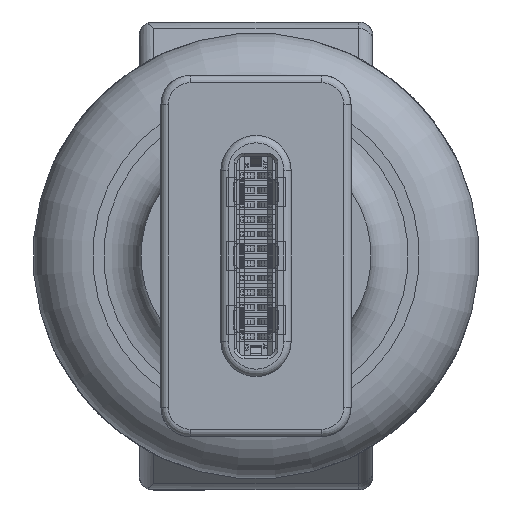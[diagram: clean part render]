
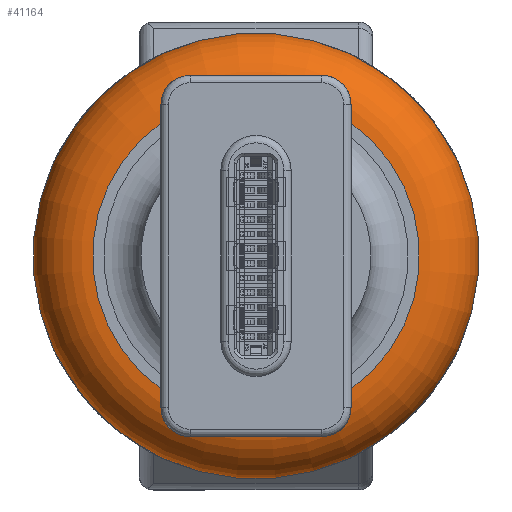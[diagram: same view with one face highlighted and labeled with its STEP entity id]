
A CAD part, left-side view. The second image highlights one B-rep face of the part: STEP entity #41164.
In plain terms, the highlighted toroidal (fillet/blend) face has major radius 5.588 mm and minor radius 2.032 mm.
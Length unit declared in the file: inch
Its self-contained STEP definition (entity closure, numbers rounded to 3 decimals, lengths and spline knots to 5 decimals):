
#11613 = FACE_OUTER_BOUND ( 'NONE', #51040, .T. ) ;
#12240 = EDGE_LOOP ( 'NONE', ( #52789 ) ) ;
#24747 = CARTESIAN_POINT ( 'NONE',  ( 0., 0.491, 0. ) ) ;
#24756 = CARTESIAN_POINT ( 'NONE',  ( 0., 0.571, 0. ) ) ;
#26435 = DIRECTION ( 'NONE',  ( 0., 0., 1. ) ) ;
#32194 = TOROIDAL_SURFACE ( 'NONE', #71594, 0.22, 0.08 ) ;
#32498 = DIRECTION ( 'NONE',  ( 0., 0., 1. ) ) ;
#32508 = DIRECTION ( 'NONE',  ( 0., 0., 1. ) ) ;
#41164 = ADVANCED_FACE ( 'NONE', ( #11613, #73775 ), #32194, .T. ) ;
#49643 = DIRECTION ( 'NONE',  ( 0., 1., 0. ) ) ;
#51040 = EDGE_LOOP ( 'NONE', ( #70846 ) ) ;
#52024 = CIRCLE ( 'NONE', #97535, 0.22 ) ;
#52789 = ORIENTED_EDGE ( 'NONE', *, *, #90543, .F. ) ;
#60201 = AXIS2_PLACEMENT_3D ( 'NONE', #24747, #79293, #32498 ) ;
#62230 = CIRCLE ( 'NONE', #60201, 0.3 ) ;
#65439 = VERTEX_POINT ( 'NONE', #88155 ) ;
#70846 = ORIENTED_EDGE ( 'NONE', *, *, #74150, .F. ) ;
#71594 = AXIS2_PLACEMENT_3D ( 'NONE', #73176, #49643, #26435 ) ;
#73176 = CARTESIAN_POINT ( 'NONE',  ( 0., 0.491, 0. ) ) ;
#73775 = FACE_OUTER_BOUND ( 'NONE', #12240, .T. ) ;
#74150 = EDGE_CURVE ( 'NONE', #91078, #91078, #62230, .T. ) ;
#79293 = DIRECTION ( 'NONE',  ( 0., -1., 0. ) ) ;
#79304 = DIRECTION ( 'NONE',  ( 0., 1., 0. ) ) ;
#88155 = CARTESIAN_POINT ( 'NONE',  ( 0., 0.571, 0.22 ) ) ;
#90543 = EDGE_CURVE ( 'NONE', #65439, #65439, #52024, .T. ) ;
#91078 = VERTEX_POINT ( 'NONE', #95691 ) ;
#95691 = CARTESIAN_POINT ( 'NONE',  ( 0., 0.491, 0.3 ) ) ;
#97535 = AXIS2_PLACEMENT_3D ( 'NONE', #24756, #79304, #32508 ) ;
